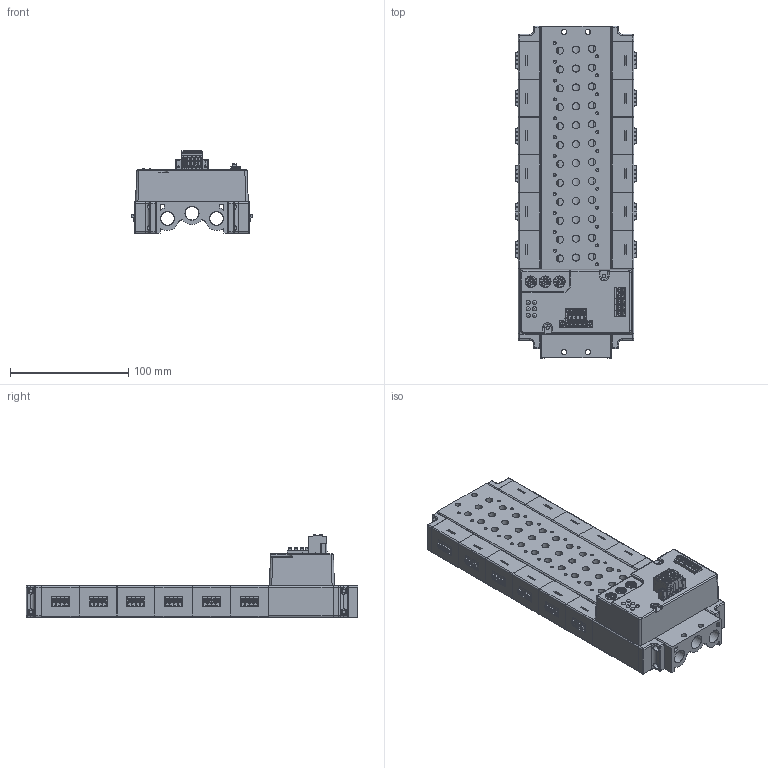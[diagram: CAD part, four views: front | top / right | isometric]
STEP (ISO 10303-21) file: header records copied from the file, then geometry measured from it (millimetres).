
FILE_DESCRIPTION(/* description */ (''),/* implementation_level */ '2;1');
FILE_NAME(/* name */ '',/* time_stamp */ '2025-06-12T16:22:35+08:00',/* author */ (''),/* organization */ (''),/* preprocessor_version */ 'ST-DEVELOPER v14',/* originating_system */ 'SIEMENS PLM Software NX 8.0',/* authorisation */ '');
FILE_SCHEMA (('AUTOMOTIVE_DESIGN { 1 0 10303 214 3 1 1 1 }'));
Products named in the file (1): DELL4CACADE6pymg
Bounding box: 102.96 x 281 x 69.8 mm (x, y, z)
Volume: 650416.6 mm3; surface area: 191873.5 mm2
Topology: 2 solids, 70 shells, 7944 faces, 22765 edges, 14903 vertices
Faces by surface type: plane 6009, cylinder 1253, extrusion 280, cone 180, bspline 155, sphere 44, torus 23
Full cylindrical faces by diameter (mm): 1.8 x1, 2.5 x24, 2.8 x2, 3 x12, 3.021 x5, 3.15 x5, 3.2 x8, 3.221 x6, 3.5 x6, 4 x3, 4.5 x4, 5.5 x8, 6 x36, 9.6 x3, 10 x3, 11.5 x5, 11.8 x6
Entity records: 275522 total; most frequent: CARTESIAN_POINT 69066, ORIENTED_EDGE 44766, DIRECTION 39861, EDGE_CURVE 22383, VECTOR 17499, LINE 17219, VERTEX_POINT 14783, AXIS2_PLACEMENT_3D 11181
